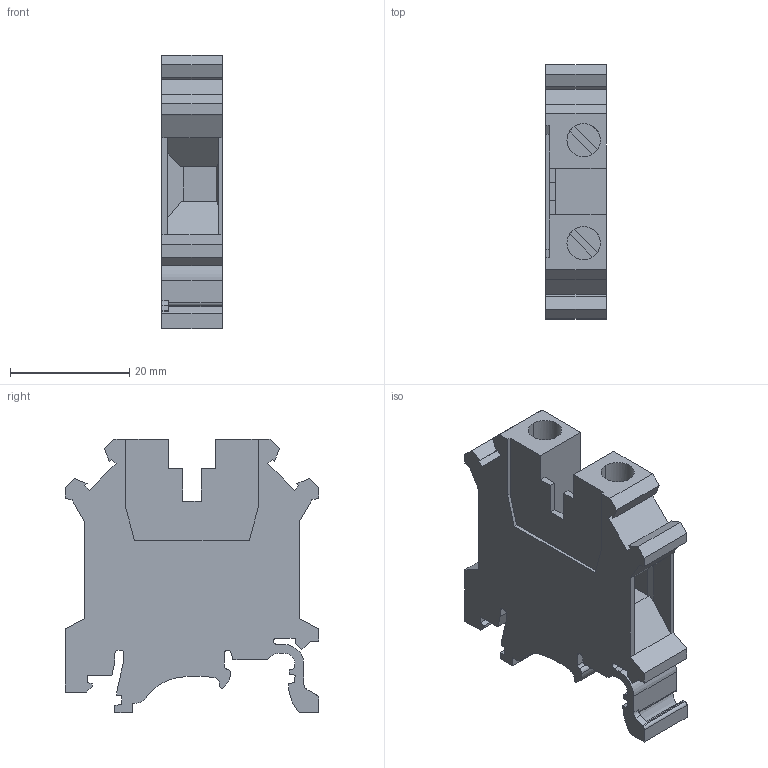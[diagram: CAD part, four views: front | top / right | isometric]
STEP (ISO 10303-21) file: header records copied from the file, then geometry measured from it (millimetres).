
FILE_DESCRIPTION(('Creo Elements/Direct Modeling STEP Export'),'2;1');
FILE_NAME('model.stp','2021-03-10T 0:14:59',(''),(''),'Creo Elements/Direct Modeling STEP processor for AP214 (Solid Model)','Creo Elements/Direct Modeling 20.1D 10-Oct-2020 (C) Parametric Technology GmbH','');
FILE_SCHEMA(('AUTOMOTIVE_DESIGN { 1 0 10303 214 1 1 1 1 }'));
Length unit declared in the file: millimetre
Products named in the file (2): UK_10_N-select
Assembly tree (1 placements, depth 2):
  UK_10_N-select
    UK_10_N-select
Bounding box: 10.15 x 42.52 x 45.9 mm (x, y, z)
Volume: 11659.4 mm3; surface area: 6539.2 mm2
Topology: 1 solids, 1 shells, 162 faces, 466 edges, 308 vertices
Faces by surface type: plane 131, cylinder 31
Entity records: 6508 total; most frequent: ORIENTED_EDGE 932, CARTESIAN_POINT 919, DIRECTION 832, EDGE_CURVE 466, VECTOR 390, LINE 390, VERTEX_POINT 308, AXIS2_PLACEMENT_3D 221
